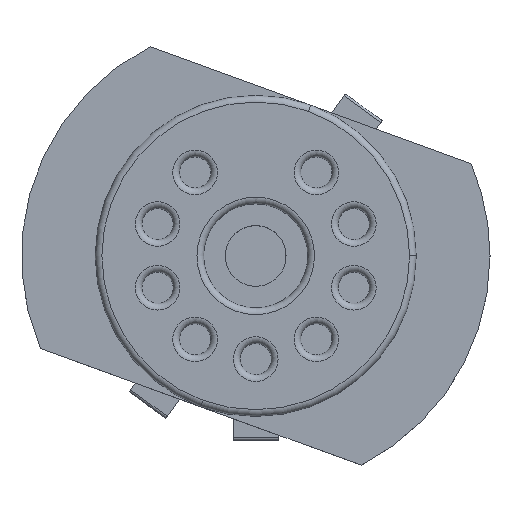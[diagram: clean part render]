
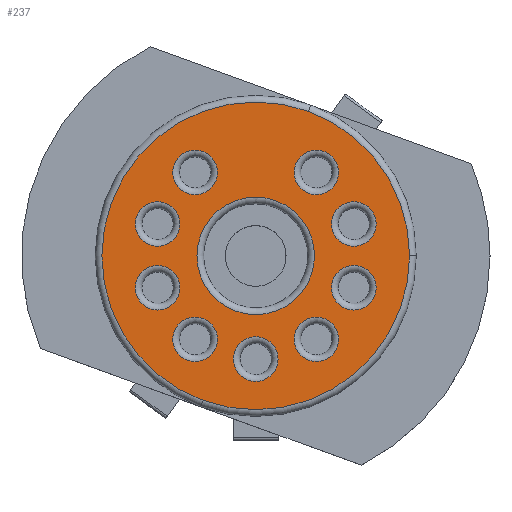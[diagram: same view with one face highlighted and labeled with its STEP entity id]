
A CAD part, top view. The second image highlights one B-rep face of the part: STEP entity #237.
In plain terms, the highlighted planar face has unit normal (0, 0, 1).
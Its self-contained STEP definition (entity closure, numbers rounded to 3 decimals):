
#90 = VERTEX_POINT('',#91);
#91 = CARTESIAN_POINT('',(15.036,-8.495,12.03));
#100 = VERTEX_POINT('',#101);
#101 = CARTESIAN_POINT('',(3.14,-16.824,12.03));
#108 = EDGE_CURVE('',#90,#100,#109,.T.);
#109 = CIRCLE('',#110,8.864);
#110 = AXIS2_PLACEMENT_3D('',#111,#112,#113);
#111 = CARTESIAN_POINT('',(6.172,-8.495,12.03));
#112 = DIRECTION('',(0.,0.,-1.));
#113 = DIRECTION('',(1.,0.,0.));
#168 = VERTEX_POINT('',#169);
#169 = CARTESIAN_POINT('',(9.204,-0.165,12.03));
#176 = EDGE_CURVE('',#100,#168,#177,.T.);
#177 = CIRCLE('',#178,8.864);
#178 = AXIS2_PLACEMENT_3D('',#179,#180,#181);
#179 = CARTESIAN_POINT('',(6.172,-8.495,12.03));
#180 = DIRECTION('',(0.,0.,-1.));
#181 = DIRECTION('',(-0.342,-0.94,0.));
#226 = EDGE_CURVE('',#168,#90,#227,.T.);
#227 = CIRCLE('',#228,8.864);
#228 = AXIS2_PLACEMENT_3D('',#229,#230,#231);
#229 = CARTESIAN_POINT('',(6.172,-8.495,12.03));
#230 = DIRECTION('',(0.,0.,-1.));
#231 = DIRECTION('',(0.342,0.94,0.));
#237 = ADVANCED_FACE('',(#238,#249,#260,#265,#276,#287,#298,#309,#320,
#331,#342),#353,.T.);
#238 = FACE_BOUND('',#239,.T.);
#239 = EDGE_LOOP('',(#240));
#240 = ORIENTED_EDGE('',*,*,#241,.T.);
#241 = EDGE_CURVE('',#242,#242,#244,.T.);
#242 = VERTEX_POINT('',#243);
#243 = CARTESIAN_POINT('',(7.457,-14.44,12.03));
#244 = CIRCLE('',#245,1.286);
#245 = AXIS2_PLACEMENT_3D('',#246,#247,#248);
#246 = CARTESIAN_POINT('',(6.172,-14.44,12.03));
#247 = DIRECTION('',(0.,0.,-1.));
#248 = DIRECTION('',(1.,0.,0.));
#249 = FACE_BOUND('',#250,.T.);
#250 = EDGE_LOOP('',(#251));
#251 = ORIENTED_EDGE('',*,*,#252,.T.);
#252 = EDGE_CURVE('',#253,#253,#255,.T.);
#253 = VERTEX_POINT('',#254);
#254 = CARTESIAN_POINT('',(10.952,-13.304,12.03));
#255 = CIRCLE('',#256,1.286);
#256 = AXIS2_PLACEMENT_3D('',#257,#258,#259);
#257 = CARTESIAN_POINT('',(9.666,-13.304,12.03));
#258 = DIRECTION('',(0.,0.,-1.));
#259 = DIRECTION('',(1.,0.,0.));
#260 = FACE_BOUND('',#261,.T.);
#261 = EDGE_LOOP('',(#262,#263,#264));
#262 = ORIENTED_EDGE('',*,*,#108,.F.);
#263 = ORIENTED_EDGE('',*,*,#226,.F.);
#264 = ORIENTED_EDGE('',*,*,#176,.F.);
#265 = FACE_BOUND('',#266,.T.);
#266 = EDGE_LOOP('',(#267));
#267 = ORIENTED_EDGE('',*,*,#268,.T.);
#268 = EDGE_CURVE('',#269,#269,#271,.T.);
#269 = VERTEX_POINT('',#270);
#270 = CARTESIAN_POINT('',(3.963,-13.304,12.03));
#271 = CIRCLE('',#272,1.286);
#272 = AXIS2_PLACEMENT_3D('',#273,#274,#275);
#273 = CARTESIAN_POINT('',(2.677,-13.304,12.03));
#274 = DIRECTION('',(0.,0.,-1.));
#275 = DIRECTION('',(1.,0.,0.));
#276 = FACE_BOUND('',#277,.T.);
#277 = EDGE_LOOP('',(#278));
#278 = ORIENTED_EDGE('',*,*,#279,.T.);
#279 = EDGE_CURVE('',#280,#280,#282,.T.);
#280 = VERTEX_POINT('',#281);
#281 = CARTESIAN_POINT('',(1.803,-10.332,12.03));
#282 = CIRCLE('',#283,1.286);
#283 = AXIS2_PLACEMENT_3D('',#284,#285,#286);
#284 = CARTESIAN_POINT('',(0.518,-10.332,12.03));
#285 = DIRECTION('',(0.,0.,-1.));
#286 = DIRECTION('',(1.,0.,0.));
#287 = FACE_BOUND('',#288,.T.);
#288 = EDGE_LOOP('',(#289));
#289 = ORIENTED_EDGE('',*,*,#290,.T.);
#290 = EDGE_CURVE('',#291,#291,#293,.T.);
#291 = VERTEX_POINT('',#292);
#292 = CARTESIAN_POINT('',(10.952,-3.685,12.03));
#293 = CIRCLE('',#294,1.286);
#294 = AXIS2_PLACEMENT_3D('',#295,#296,#297);
#295 = CARTESIAN_POINT('',(9.666,-3.685,12.03));
#296 = DIRECTION('',(0.,0.,-1.));
#297 = DIRECTION('',(1.,0.,0.));
#298 = FACE_BOUND('',#299,.T.);
#299 = EDGE_LOOP('',(#300));
#300 = ORIENTED_EDGE('',*,*,#301,.T.);
#301 = EDGE_CURVE('',#302,#302,#304,.T.);
#302 = VERTEX_POINT('',#303);
#303 = CARTESIAN_POINT('',(3.963,-3.685,12.03));
#304 = CIRCLE('',#305,1.286);
#305 = AXIS2_PLACEMENT_3D('',#306,#307,#308);
#306 = CARTESIAN_POINT('',(2.677,-3.685,12.03));
#307 = DIRECTION('',(0.,0.,-1.));
#308 = DIRECTION('',(1.,0.,0.));
#309 = FACE_BOUND('',#310,.T.);
#310 = EDGE_LOOP('',(#311));
#311 = ORIENTED_EDGE('',*,*,#312,.T.);
#312 = EDGE_CURVE('',#313,#313,#315,.T.);
#313 = VERTEX_POINT('',#314);
#314 = CARTESIAN_POINT('',(13.111,-6.658,12.03));
#315 = CIRCLE('',#316,1.286);
#316 = AXIS2_PLACEMENT_3D('',#317,#318,#319);
#317 = CARTESIAN_POINT('',(11.826,-6.658,12.03));
#318 = DIRECTION('',(0.,0.,-1.));
#319 = DIRECTION('',(1.,0.,0.));
#320 = FACE_BOUND('',#321,.T.);
#321 = EDGE_LOOP('',(#322));
#322 = ORIENTED_EDGE('',*,*,#323,.T.);
#323 = EDGE_CURVE('',#324,#324,#326,.T.);
#324 = VERTEX_POINT('',#325);
#325 = CARTESIAN_POINT('',(9.557,-8.495,12.03));
#326 = CIRCLE('',#327,3.386);
#327 = AXIS2_PLACEMENT_3D('',#328,#329,#330);
#328 = CARTESIAN_POINT('',(6.172,-8.495,12.03));
#329 = DIRECTION('',(0.,0.,-1.));
#330 = DIRECTION('',(1.,0.,0.));
#331 = FACE_BOUND('',#332,.T.);
#332 = EDGE_LOOP('',(#333));
#333 = ORIENTED_EDGE('',*,*,#334,.T.);
#334 = EDGE_CURVE('',#335,#335,#337,.T.);
#335 = VERTEX_POINT('',#336);
#336 = CARTESIAN_POINT('',(1.803,-6.658,12.03));
#337 = CIRCLE('',#338,1.286);
#338 = AXIS2_PLACEMENT_3D('',#339,#340,#341);
#339 = CARTESIAN_POINT('',(0.518,-6.658,12.03));
#340 = DIRECTION('',(0.,0.,-1.));
#341 = DIRECTION('',(1.,0.,0.));
#342 = FACE_BOUND('',#343,.T.);
#343 = EDGE_LOOP('',(#344));
#344 = ORIENTED_EDGE('',*,*,#345,.T.);
#345 = EDGE_CURVE('',#346,#346,#348,.T.);
#346 = VERTEX_POINT('',#347);
#347 = CARTESIAN_POINT('',(13.111,-10.332,12.03));
#348 = CIRCLE('',#349,1.286);
#349 = AXIS2_PLACEMENT_3D('',#350,#351,#352);
#350 = CARTESIAN_POINT('',(11.826,-10.332,12.03));
#351 = DIRECTION('',(0.,0.,-1.));
#352 = DIRECTION('',(1.,0.,0.));
#353 = PLANE('',#354);
#354 = AXIS2_PLACEMENT_3D('',#355,#356,#357);
#355 = CARTESIAN_POINT('',(6.172,-8.495,12.03));
#356 = DIRECTION('',(0.,0.,1.));
#357 = DIRECTION('',(1.,0.,0.));
